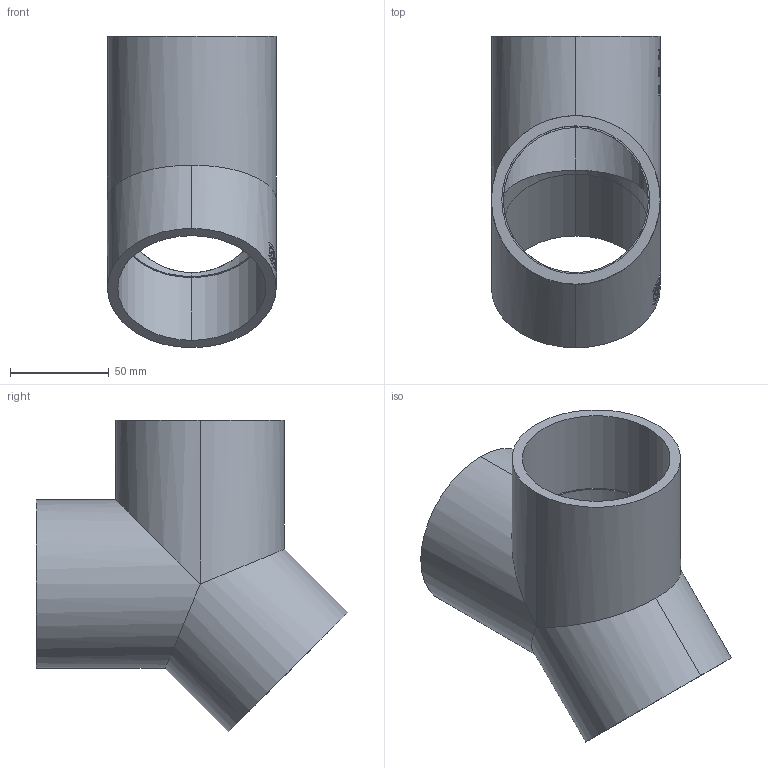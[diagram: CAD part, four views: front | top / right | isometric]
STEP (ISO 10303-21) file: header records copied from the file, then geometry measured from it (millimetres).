
FILE_DESCRIPTION (( 'STEP AP214' ), '1' );
FILE_NAME ('75.STEP', '2025-02-12T11:28:51', ( '' ), ( '' ), 'SwSTEP 2.0', 'SolidWorks 2023', '' );
FILE_SCHEMA (( 'AUTOMOTIVE_DESIGN' ));
Length unit declared in the file: millimetre
Products named in the file (1): 75
Bounding box: 85.7 x 157.78 x 157.78 mm (x, y, z)
Volume: 250130.7 mm3; surface area: 96367.1 mm2
Topology: 1 solids, 1 shells, 254 faces, 663 edges, 440 vertices
Faces by surface type: plane 118, bspline 87, cylinder 49
Entity records: 11112 total; most frequent: CARTESIAN_POINT 5635, ORIENTED_EDGE 1326, DIRECTION 821, EDGE_CURVE 663, VERTEX_POINT 440, EDGE_LOOP 287, VECTOR 281, LINE 281
